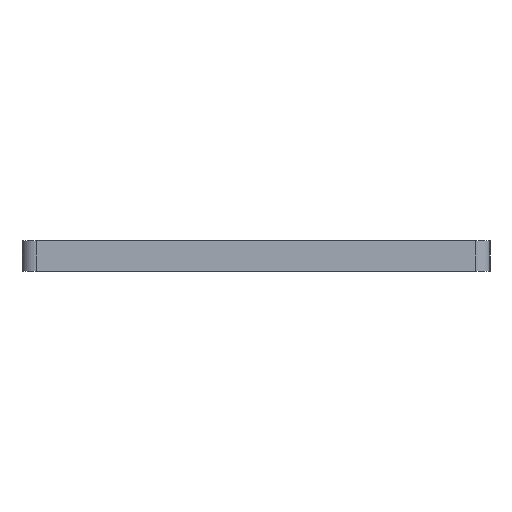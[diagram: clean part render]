
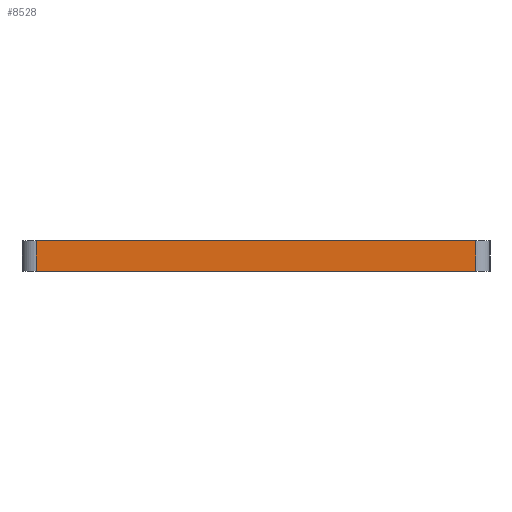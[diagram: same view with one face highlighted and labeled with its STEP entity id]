
A CAD part, left-side view. The second image highlights one B-rep face of the part: STEP entity #8528.
In plain terms, the highlighted planar face has unit normal (-1, 0, 0).
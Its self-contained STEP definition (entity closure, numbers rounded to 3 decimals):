
#1052=FACE_OUTER_BOUND('',#1538,.T.);
#1538=EDGE_LOOP('',(#5991,#5992,#5993,#5994));
#2139=LINE('',#10833,#2860);
#2179=LINE('',#10975,#2900);
#2180=LINE('',#10978,#2901);
#2181=LINE('',#10979,#2902);
#2860=VECTOR('',#9521,10.);
#2900=VECTOR('',#9639,10.);
#2901=VECTOR('',#9642,10.);
#2902=VECTOR('',#9643,10.);
#3526=VERTEX_POINT('',#10829);
#3528=VERTEX_POINT('',#10832);
#3591=VERTEX_POINT('',#10973);
#3592=VERTEX_POINT('',#10977);
#4466=EDGE_CURVE('',#3526,#3528,#2139,.T.);
#4537=EDGE_CURVE('',#3528,#3591,#2179,.T.);
#4538=EDGE_CURVE('',#3592,#3526,#2180,.T.);
#4539=EDGE_CURVE('',#3591,#3592,#2181,.T.);
#5991=ORIENTED_EDGE('',*,*,#4537,.F.);
#5992=ORIENTED_EDGE('',*,*,#4466,.F.);
#5993=ORIENTED_EDGE('',*,*,#4538,.F.);
#5994=ORIENTED_EDGE('',*,*,#4539,.F.);
#8354=PLANE('',#9048);
#8528=ADVANCED_FACE('',(#1052),#8354,.T.);
#9048=AXIS2_PLACEMENT_3D('',#10976,#9640,#9641);
#9521=DIRECTION('',(0.,1.,0.));
#9639=DIRECTION('',(0.,0.,1.));
#9640=DIRECTION('center_axis',(-1.,0.,0.));
#9641=DIRECTION('ref_axis',(0.,-1.,0.));
#9642=DIRECTION('',(0.,0.,-1.));
#9643=DIRECTION('',(0.,-1.,0.));
#10829=CARTESIAN_POINT('',(-11.106,-104.756,0.));
#10832=CARTESIAN_POINT('',(-11.106,-43.756,0.));
#10833=CARTESIAN_POINT('',(-11.106,-106.756,0.));
#10973=CARTESIAN_POINT('',(-11.106,-43.756,4.2));
#10975=CARTESIAN_POINT('',(-11.106,-43.756,1.2));
#10976=CARTESIAN_POINT('Origin',(-11.106,-41.756,1.2));
#10977=CARTESIAN_POINT('',(-11.106,-104.756,4.2));
#10978=CARTESIAN_POINT('',(-11.106,-104.756,1.2));
#10979=CARTESIAN_POINT('',(-11.106,-106.756,4.2));
